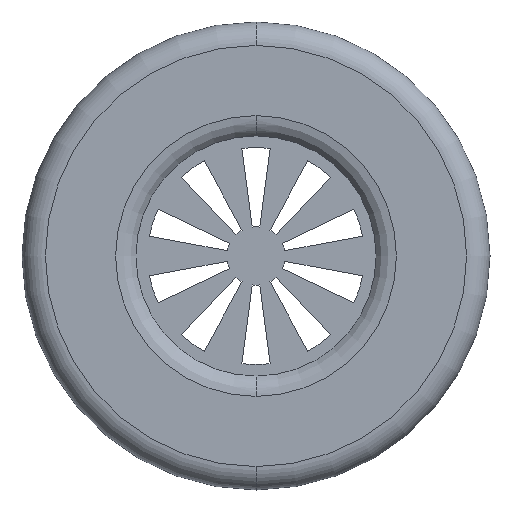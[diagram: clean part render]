
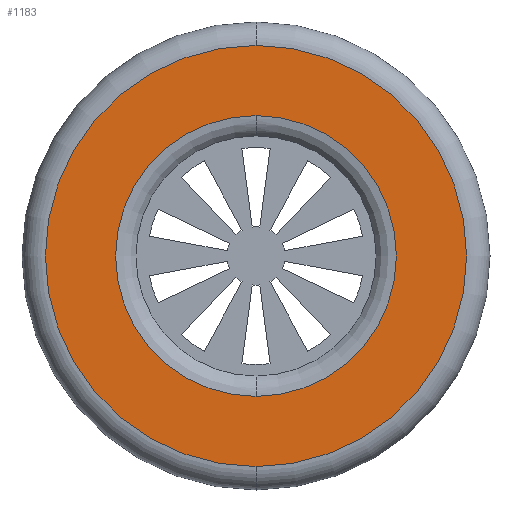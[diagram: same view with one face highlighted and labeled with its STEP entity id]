
A CAD part, front view. The second image highlights one B-rep face of the part: STEP entity #1183.
In plain terms, the highlighted planar face has unit normal (0, -1, 0).
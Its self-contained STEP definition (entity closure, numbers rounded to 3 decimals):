
#25 = CIRCLE ( 'NONE', #1122, 90. ) ;
#27 = EDGE_CURVE ( 'NONE', #416, #1573, #827, .T. ) ;
#54 = EDGE_LOOP ( 'NONE', ( #1315, #242 ) ) ;
#111 = PLANE ( 'NONE',  #737 ) ;
#235 = EDGE_CURVE ( 'NONE', #1573, #416, #845, .T. ) ;
#239 = DIRECTION ( 'NONE',  ( 0., 1., 0. ) ) ;
#242 = ORIENTED_EDGE ( 'NONE', *, *, #262, .T. ) ;
#262 = EDGE_CURVE ( 'NONE', #1760, #1453, #25, .T. ) ;
#347 = ORIENTED_EDGE ( 'NONE', *, *, #235, .T. ) ;
#369 = DIRECTION ( 'NONE',  ( 0., -1., 0. ) ) ;
#415 = CARTESIAN_POINT ( 'NONE',  ( 0., -25., -60. ) ) ;
#416 = VERTEX_POINT ( 'NONE', #415 ) ;
#454 = DIRECTION ( 'NONE',  ( 0., 0., 1. ) ) ;
#466 = CARTESIAN_POINT ( 'NONE',  ( 0., -25., 0. ) ) ;
#516 = CARTESIAN_POINT ( 'NONE',  ( 0., -25., 0. ) ) ;
#523 = AXIS2_PLACEMENT_3D ( 'NONE', #1147, #544, #551 ) ;
#544 = DIRECTION ( 'NONE',  ( 0., 1., 0. ) ) ;
#551 = DIRECTION ( 'NONE',  ( 0., 0., 1. ) ) ;
#617 = DIRECTION ( 'NONE',  ( 0., 0., 1. ) ) ;
#690 = DIRECTION ( 'NONE',  ( 0., 0., 1. ) ) ;
#717 = CARTESIAN_POINT ( 'NONE',  ( 0., -25., 0. ) ) ;
#737 = AXIS2_PLACEMENT_3D ( 'NONE', #1819, #239, #690 ) ;
#739 = AXIS2_PLACEMENT_3D ( 'NONE', #516, #369, #1550 ) ;
#805 = CIRCLE ( 'NONE', #739, 90. ) ;
#827 = CIRCLE ( 'NONE', #523, 60. ) ;
#830 = CARTESIAN_POINT ( 'NONE',  ( 0., -25., 60. ) ) ;
#845 = CIRCLE ( 'NONE', #1668, 60. ) ;
#868 = EDGE_LOOP ( 'NONE', ( #347, #1747 ) ) ;
#1016 = DIRECTION ( 'NONE',  ( 0., 1., 0. ) ) ;
#1122 = AXIS2_PLACEMENT_3D ( 'NONE', #717, #1301, #454 ) ;
#1127 = FACE_BOUND ( 'NONE', #868, .T. ) ;
#1147 = CARTESIAN_POINT ( 'NONE',  ( 0., -25., 0. ) ) ;
#1158 = EDGE_CURVE ( 'NONE', #1453, #1760, #805, .T. ) ;
#1183 = ADVANCED_FACE ( 'NONE', ( #1127, #1411 ), #111, .F. ) ;
#1301 = DIRECTION ( 'NONE',  ( 0., -1., 0. ) ) ;
#1315 = ORIENTED_EDGE ( 'NONE', *, *, #1158, .T. ) ;
#1382 = CARTESIAN_POINT ( 'NONE',  ( 0., -25., 90. ) ) ;
#1411 = FACE_OUTER_BOUND ( 'NONE', #54, .T. ) ;
#1453 = VERTEX_POINT ( 'NONE', #1382 ) ;
#1550 = DIRECTION ( 'NONE',  ( 0., 0., 1. ) ) ;
#1573 = VERTEX_POINT ( 'NONE', #830 ) ;
#1668 = AXIS2_PLACEMENT_3D ( 'NONE', #466, #1016, #617 ) ;
#1747 = ORIENTED_EDGE ( 'NONE', *, *, #27, .T. ) ;
#1760 = VERTEX_POINT ( 'NONE', #1782 ) ;
#1782 = CARTESIAN_POINT ( 'NONE',  ( 0., -25., -90. ) ) ;
#1819 = CARTESIAN_POINT ( 'NONE',  ( -100., -25., 0. ) ) ;
